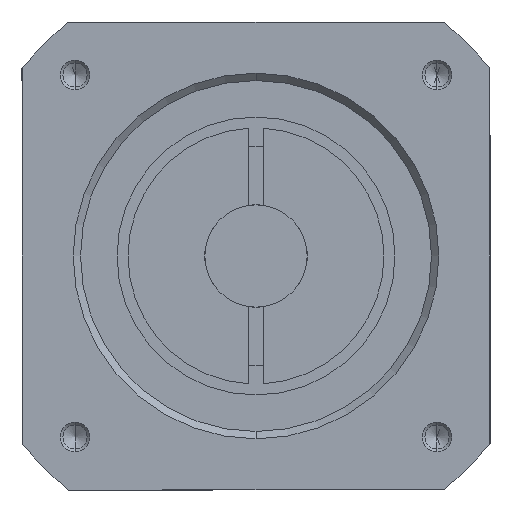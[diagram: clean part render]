
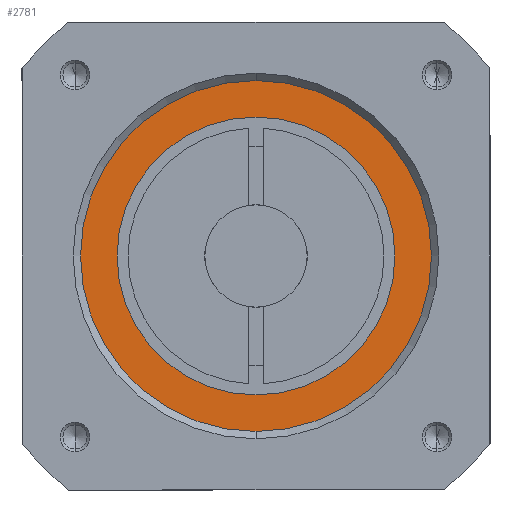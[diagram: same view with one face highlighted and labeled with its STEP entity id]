
A CAD part, front view. The second image highlights one B-rep face of the part: STEP entity #2781.
In plain terms, the highlighted planar face has unit normal (0, -1, 0).
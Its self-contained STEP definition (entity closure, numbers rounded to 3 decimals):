
#176 = DIRECTION ( 'NONE',  ( 0., 1., 0. ) ) ;
#446 = EDGE_LOOP ( 'NONE', ( #4040, #2287 ) ) ;
#529 = ORIENTED_EDGE ( 'NONE', *, *, #834, .T. ) ;
#591 = CARTESIAN_POINT ( 'NONE',  ( 0., 23.1, 0. ) ) ;
#616 = CARTESIAN_POINT ( 'NONE',  ( 0., 23.1, 0. ) ) ;
#661 = CARTESIAN_POINT ( 'NONE',  ( 0., 23.1, 0. ) ) ;
#758 = CIRCLE ( 'NONE', #3210, 24. ) ;
#834 = EDGE_CURVE ( 'NONE', #3047, #1164, #3315, .T. ) ;
#872 = FACE_BOUND ( 'NONE', #2019, .T. ) ;
#884 = PLANE ( 'NONE',  #2330 ) ;
#923 = DIRECTION ( 'NONE',  ( 0., 0., 1. ) ) ;
#946 = DIRECTION ( 'NONE',  ( 0., 0., 1. ) ) ;
#1164 = VERTEX_POINT ( 'NONE', #1523 ) ;
#1174 = AXIS2_PLACEMENT_3D ( 'NONE', #661, #2298, #1971 ) ;
#1219 = DIRECTION ( 'NONE',  ( 0., 0., -1. ) ) ;
#1515 = VERTEX_POINT ( 'NONE', #4065 ) ;
#1523 = CARTESIAN_POINT ( 'NONE',  ( 0., 23.1, -19. ) ) ;
#1632 = ORIENTED_EDGE ( 'NONE', *, *, #3381, .T. ) ;
#1704 = AXIS2_PLACEMENT_3D ( 'NONE', #2164, #176, #2483 ) ;
#1971 = DIRECTION ( 'NONE',  ( 0., 0., 1. ) ) ;
#2019 = EDGE_LOOP ( 'NONE', ( #529, #1632 ) ) ;
#2164 = CARTESIAN_POINT ( 'NONE',  ( 0., 23.1, 0. ) ) ;
#2287 = ORIENTED_EDGE ( 'NONE', *, *, #2873, .F. ) ;
#2298 = DIRECTION ( 'NONE',  ( 0., 1., 0. ) ) ;
#2330 = AXIS2_PLACEMENT_3D ( 'NONE', #4158, #3176, #1219 ) ;
#2483 = DIRECTION ( 'NONE',  ( 0., 0., 1. ) ) ;
#2590 = VERTEX_POINT ( 'NONE', #2779 ) ;
#2622 = CIRCLE ( 'NONE', #1704, 24. ) ;
#2779 = CARTESIAN_POINT ( 'NONE',  ( 0., 23.1, -24. ) ) ;
#2781 = ADVANCED_FACE ( 'NONE', ( #872, #4273 ), #884, .T. ) ;
#2827 = CARTESIAN_POINT ( 'NONE',  ( 0., 23.1, 19. ) ) ;
#2873 = EDGE_CURVE ( 'NONE', #2590, #1515, #758, .T. ) ;
#2886 = DIRECTION ( 'NONE',  ( 0., 1., 0. ) ) ;
#2914 = DIRECTION ( 'NONE',  ( 0., 1., 0. ) ) ;
#3043 = AXIS2_PLACEMENT_3D ( 'NONE', #616, #2914, #946 ) ;
#3047 = VERTEX_POINT ( 'NONE', #2827 ) ;
#3176 = DIRECTION ( 'NONE',  ( 0., -1., 0. ) ) ;
#3210 = AXIS2_PLACEMENT_3D ( 'NONE', #591, #2886, #923 ) ;
#3315 = CIRCLE ( 'NONE', #1174, 19. ) ;
#3339 = CIRCLE ( 'NONE', #3043, 19. ) ;
#3381 = EDGE_CURVE ( 'NONE', #1164, #3047, #3339, .T. ) ;
#4040 = ORIENTED_EDGE ( 'NONE', *, *, #4074, .F. ) ;
#4065 = CARTESIAN_POINT ( 'NONE',  ( 0., 23.1, 24. ) ) ;
#4074 = EDGE_CURVE ( 'NONE', #1515, #2590, #2622, .T. ) ;
#4158 = CARTESIAN_POINT ( 'NONE',  ( 19., 23.1, 0. ) ) ;
#4273 = FACE_OUTER_BOUND ( 'NONE', #446, .T. ) ;
